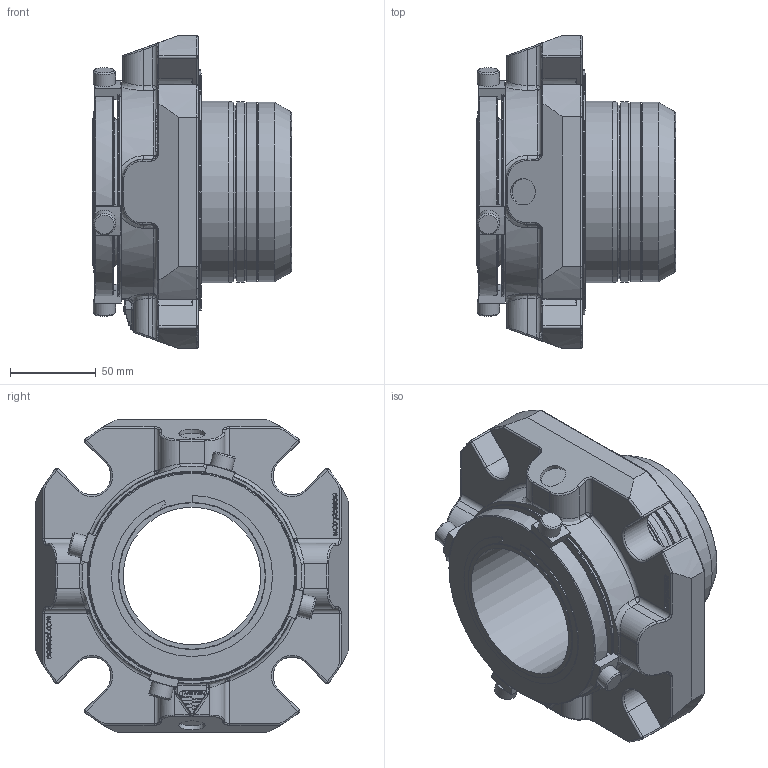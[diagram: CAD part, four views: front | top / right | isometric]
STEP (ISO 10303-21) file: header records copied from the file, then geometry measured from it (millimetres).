
FILE_DESCRIPTION(/* description */ ('Unknown'),/* implementation_level */ '2;1');
FILE_NAME(/* name */ '80mm - STEP',/* time_stamp */ '2023-01-27T10:18:38+00:00',/* author */ ('Unknown'),/* organization */ ('Unknown'),/* preprocessor_version */ 'ST-DEVELOPER v16.7',/* originating_system */ 'Solid Edge',/* authorisation */ 'Unknown');
FILE_SCHEMA (('AUTOMOTIVE_DESIGN {1 0 10303 214 3 1 1}'));
Length unit declared in the file: millimetre
Products named in the file (1): 80mm
Bounding box: 115.93 x 182.12 x 182.12 mm (x, y, z)
Volume: 1014290.8 mm3; surface area: 157129.9 mm2
Topology: 1 solids, 1 shells, 1003 faces, 2612 edges, 1612 vertices
Faces by surface type: cylinder 327, plane 276, bspline 231, torus 106, cone 37, sphere 26
Full cylindrical faces by diameter (mm): 2.194 x1, 13 x4, 15.342 x2, 80.01 x1, 82.946 x1, 85.7 x1, 86.538 x1, 101.092 x2, 103.429 x1, 104.394 x2, 104.8 x1, 105.562 x1, 120.65 x2, 122.174 x1, 131.877 x1, 133.35 x1, 137.312 x1, 137.465 x1, 137.82 x1, 138 x1, 138.481 x1, 138.735 x1
Entity records: 35150 total; most frequent: CARTESIAN_POINT 12410, ORIENTED_EDGE 4982, DIRECTION 4308, EDGE_CURVE 2491, AXIS2_PLACEMENT_3D 1626, VERTEX_POINT 1583, EDGE_LOOP 1122, FACE_BOUND 1122
